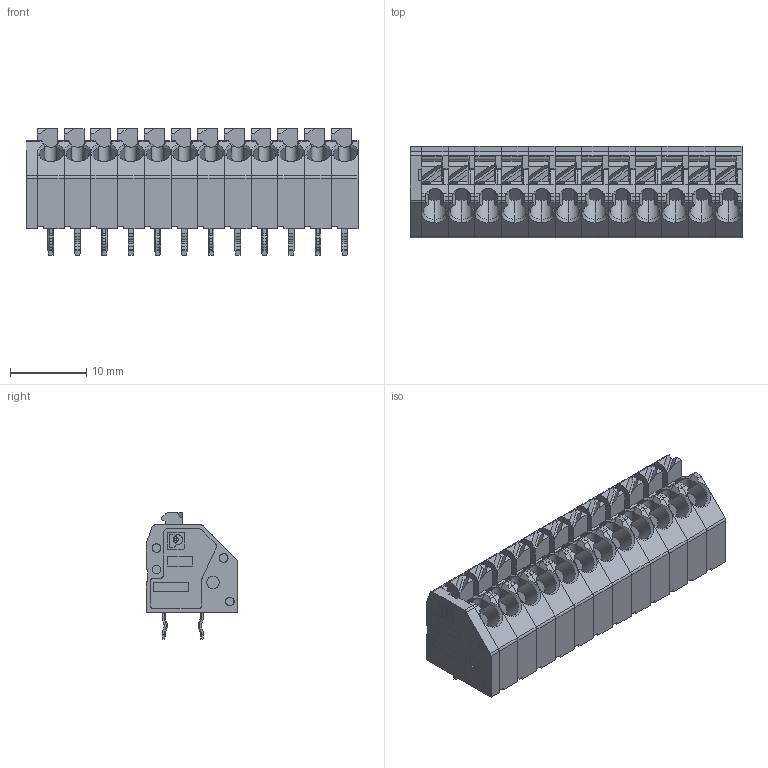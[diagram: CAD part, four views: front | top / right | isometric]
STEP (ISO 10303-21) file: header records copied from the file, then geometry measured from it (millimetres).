
FILE_DESCRIPTION(('STEP AP203'),'1');
FILE_NAME('1985292.stp','2024-12-31T14:23:27',('TraceParts'),('TraceParts S.A.'),'Spatial InterOp 3D',' ',' ');
FILE_SCHEMA(('CONFIG_CONTROL_DESIGN'));
Length unit declared in the file: millimetre
Products named in the file (1): 1
Bounding box: 43.5 x 12 x 16.6 mm (x, y, z)
Volume: 4776 mm3; surface area: 7327.3 mm2
Topology: 25 solids, 25 shells, 2079 faces, 5444 edges, 3566 vertices
Faces by surface type: plane 1194, cylinder 611, cone 274
Entity records: 66694 total; most frequent: CARTESIAN_POINT 13886, DIRECTION 11232, ORIENTED_EDGE 10888, EDGE_CURVE 5444, AXIS2_PLACEMENT_3D 3780, LINE 3672, VECTOR 3672, VERTEX_POINT 3566
